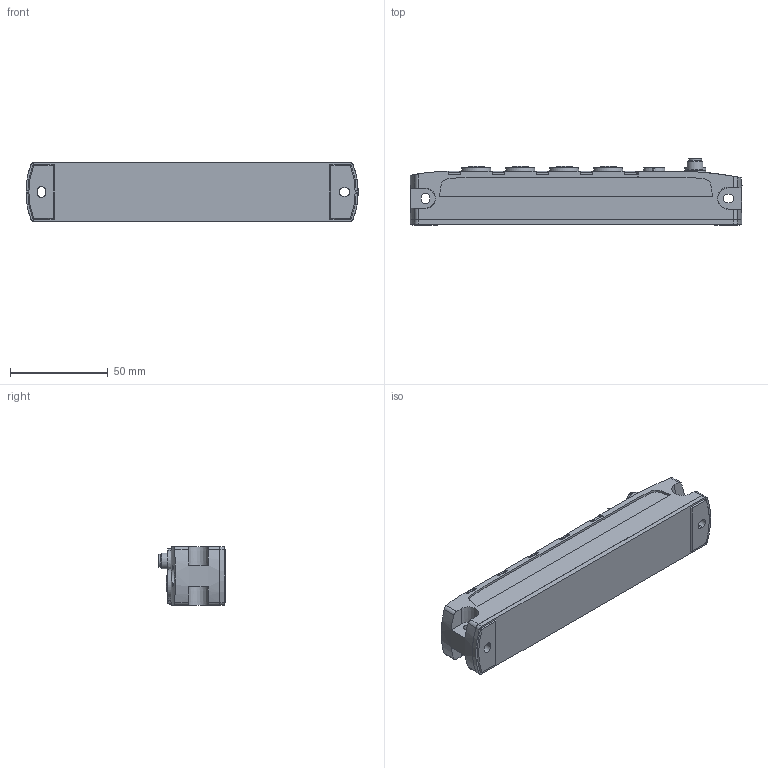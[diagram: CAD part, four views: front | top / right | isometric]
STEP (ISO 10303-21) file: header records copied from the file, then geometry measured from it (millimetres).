
FILE_DESCRIPTION(/* description */ ('STEP AP214'),/* implementation_level */ '2;1');
FILE_NAME(/* name */ '8086602_CPX-AP-I-8DI-M12-5P',/* time_stamp */ '2024-07-29T10:50:48+02:00',/* author */ ('License CC BY-ND 4.0'),/* organization */ ('CADENAS'),/* preprocessor_version */ 'ST-DEVELOPER v19.3',/* originating_system */ 'PARTsolutions',/* authorisation */ ' ');
FILE_SCHEMA (('AUTOMOTIVE_DESIGN {1 0 10303 214 3 1 1}'));
Length unit declared in the file: millimetre
Products named in the file (1): 8086602 CPX-AP-I-8DI-M12-5P---(high)
Bounding box: 169.82 x 34.2 x 30 mm (x, y, z)
Volume: 124912.3 mm3; surface area: 29099.5 mm2
Topology: 1 solids, 1 shells, 999 faces, 2551 edges, 1677 vertices
Faces by surface type: plane 624, cylinder 285, cone 81, torus 5, sphere 4
Full cylindrical faces by diameter (mm): 0.378 x1, 0.465 x1, 0.87 x8, 1 x4, 1.05 x24, 5.7 x1, 5.8 x1, 6.5 x1, 6.917 x3, 8 x1, 10.917 x4
Entity records: 36816 total; most frequent: CARTESIAN_POINT 5392, DIRECTION 5096, ORIENTED_EDGE 4884, EDGE_CURVE 2442, AXIS2_PLACEMENT_3D 1715, VERTEX_POINT 1676, LINE 1666, VECTOR 1666
